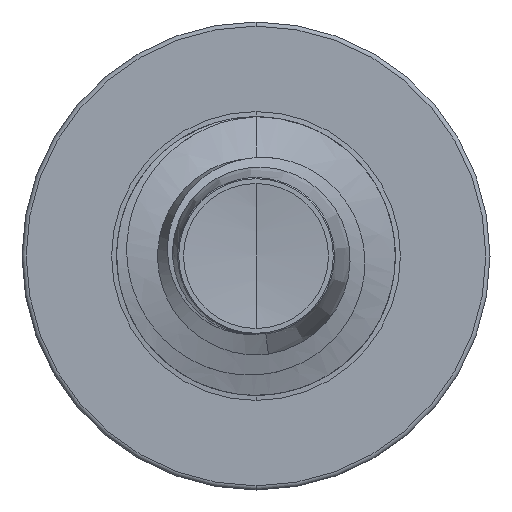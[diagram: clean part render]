
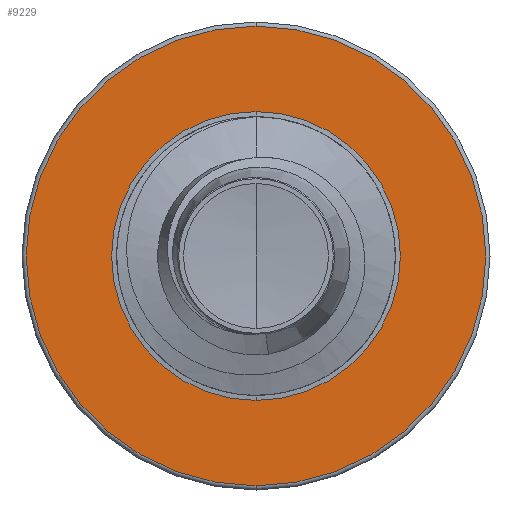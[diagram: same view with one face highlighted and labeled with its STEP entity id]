
A CAD part, front view. The second image highlights one B-rep face of the part: STEP entity #9229.
In plain terms, the highlighted planar face has unit normal (0, -1, 0).
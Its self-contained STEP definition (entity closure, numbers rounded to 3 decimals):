
#142 = FACE_OUTER_BOUND ( 'NONE', #6067, .T. ) ;
#391 = FACE_BOUND ( 'NONE', #3564, .T. ) ;
#459 = DIRECTION ( 'NONE',  ( 0., 1., 0. ) ) ;
#465 = DIRECTION ( 'NONE',  ( 0., 1., 0. ) ) ;
#565 = DIRECTION ( 'NONE',  ( 0., 1., 0. ) ) ;
#1477 = ORIENTED_EDGE ( 'NONE', *, *, #7231, .T. ) ;
#2098 = CIRCLE ( 'NONE', #10524, 2.063 ) ;
#2752 = AXIS2_PLACEMENT_3D ( 'NONE', #5516, #465, #6365 ) ;
#2782 = ORIENTED_EDGE ( 'NONE', *, *, #10357, .F. ) ;
#3214 = DIRECTION ( 'NONE',  ( 0., 1., 0. ) ) ;
#3332 = ORIENTED_EDGE ( 'NONE', *, *, #9446, .F. ) ;
#3564 = EDGE_LOOP ( 'NONE', ( #1477, #7119 ) ) ;
#3569 = DIRECTION ( 'NONE',  ( 0., 1., 0. ) ) ;
#3748 = CARTESIAN_POINT ( 'NONE',  ( 0., 5.5, -2.062 ) ) ;
#3914 = CARTESIAN_POINT ( 'NONE',  ( 0., 5.5, -1.296 ) ) ;
#4367 = CIRCLE ( 'NONE', #5844, 2.063 ) ;
#5167 = VERTEX_POINT ( 'NONE', #6659 ) ;
#5477 = CARTESIAN_POINT ( 'NONE',  ( 0., 5.5, 1.296 ) ) ;
#5509 = CARTESIAN_POINT ( 'NONE',  ( 0., 5.5, 0. ) ) ;
#5516 = CARTESIAN_POINT ( 'NONE',  ( 0., 5.5, 0. ) ) ;
#5844 = AXIS2_PLACEMENT_3D ( 'NONE', #8608, #3569, #9437 ) ;
#6067 = EDGE_LOOP ( 'NONE', ( #2782, #3332 ) ) ;
#6358 = DIRECTION ( 'NONE',  ( 0., 0., 1. ) ) ;
#6365 = DIRECTION ( 'NONE',  ( 0., 0., 1. ) ) ;
#6465 = DIRECTION ( 'NONE',  ( 0., 0., 1. ) ) ;
#6659 = CARTESIAN_POINT ( 'NONE',  ( 0., 5.5, 2.063 ) ) ;
#6673 = EDGE_CURVE ( 'NONE', #8693, #7264, #10755, .T. ) ;
#7119 = ORIENTED_EDGE ( 'NONE', *, *, #6673, .T. ) ;
#7231 = EDGE_CURVE ( 'NONE', #7264, #8693, #8025, .T. ) ;
#7237 = AXIS2_PLACEMENT_3D ( 'NONE', #5509, #459, #6358 ) ;
#7264 = VERTEX_POINT ( 'NONE', #5477 ) ;
#7846 = CARTESIAN_POINT ( 'NONE',  ( 0., 5.5, -1.296 ) ) ;
#8025 = CIRCLE ( 'NONE', #7237, 1.296 ) ;
#8247 = CARTESIAN_POINT ( 'NONE',  ( 0., 5.5, 0. ) ) ;
#8608 = CARTESIAN_POINT ( 'NONE',  ( 0., 5.5, 0. ) ) ;
#8693 = VERTEX_POINT ( 'NONE', #7846 ) ;
#9062 = VERTEX_POINT ( 'NONE', #3748 ) ;
#9084 = DIRECTION ( 'NONE',  ( 0., 0., 1. ) ) ;
#9229 = ADVANCED_FACE ( 'NONE', ( #142, #391 ), #9770, .F. ) ;
#9437 = DIRECTION ( 'NONE',  ( 0., 0., 1. ) ) ;
#9446 = EDGE_CURVE ( 'NONE', #9062, #5167, #2098, .T. ) ;
#9770 = PLANE ( 'NONE',  #9961 ) ;
#9961 = AXIS2_PLACEMENT_3D ( 'NONE', #3914, #565, #6465 ) ;
#10357 = EDGE_CURVE ( 'NONE', #5167, #9062, #4367, .T. ) ;
#10524 = AXIS2_PLACEMENT_3D ( 'NONE', #8247, #3214, #9084 ) ;
#10755 = CIRCLE ( 'NONE', #2752, 1.296 ) ;
